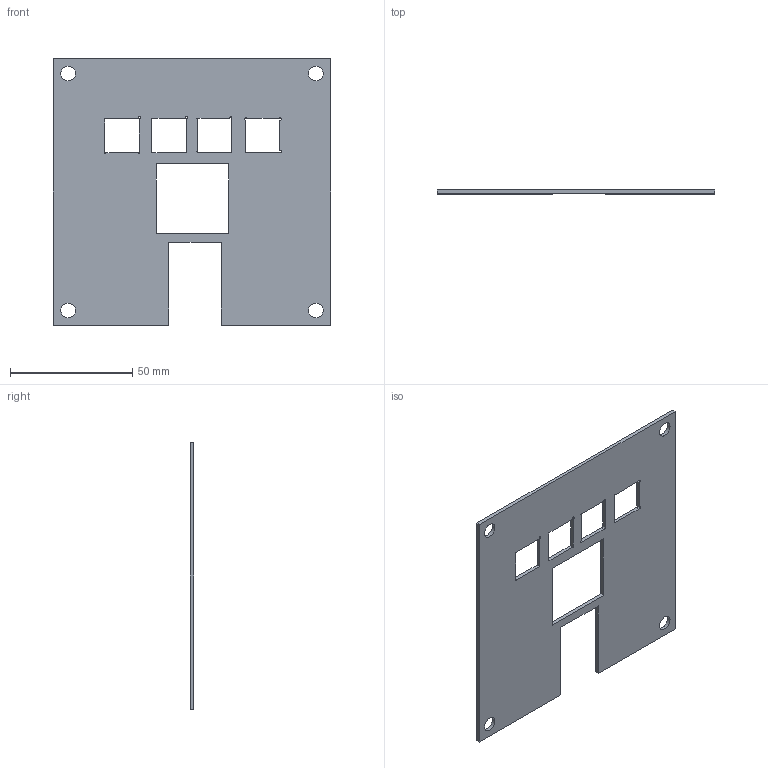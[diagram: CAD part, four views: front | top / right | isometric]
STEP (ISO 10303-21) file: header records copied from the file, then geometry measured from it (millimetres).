
FILE_DESCRIPTION(/* description */ (''),/* implementation_level */ '2;1');
FILE_NAME(/* name */ 'topcasing.step',/* time_stamp */ '2025-07-24T00:46:22+08:00',/* author */ (''),/* organization */ (''),/* preprocessor_version */ 'ST-DEVELOPER v20.1',/* originating_system */ 'Autodesk Translation Framework v14.10.0.0',/* authorisation */ '');
FILE_SCHEMA (('AUTOMOTIVE_DESIGN { 1 0 10303 214 3 1 1 }'));
Length unit declared in the file: millimetre
Products named in the file (1): 2025-07-20-11-42-01-412
Bounding box: 113.3 x 1.5 x 108.89 mm (x, y, z)
Volume: 14798.5 mm3; surface area: 21139.4 mm2
Topology: 1 solids, 1 shells, 59 faces, 171 edges, 114 vertices
Faces by surface type: plane 36, cylinder 23
Full cylindrical faces by diameter (mm): 6 x4
Entity records: 2028 total; most frequent: CARTESIAN_POINT 345, ORIENTED_EDGE 342, DIRECTION 337, EDGE_CURVE 171, LINE 125, VECTOR 125, VERTEX_POINT 114, AXIS2_PLACEMENT_3D 106
